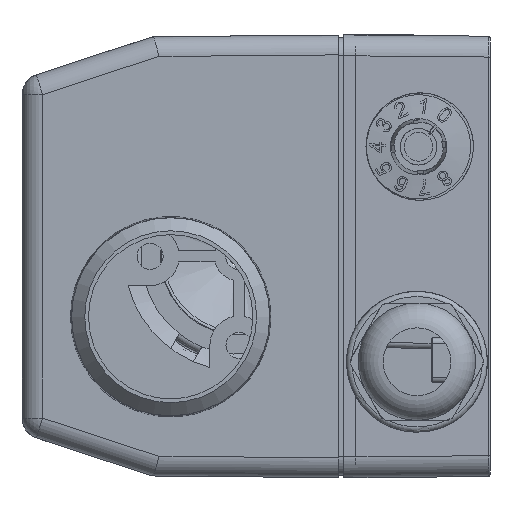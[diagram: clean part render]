
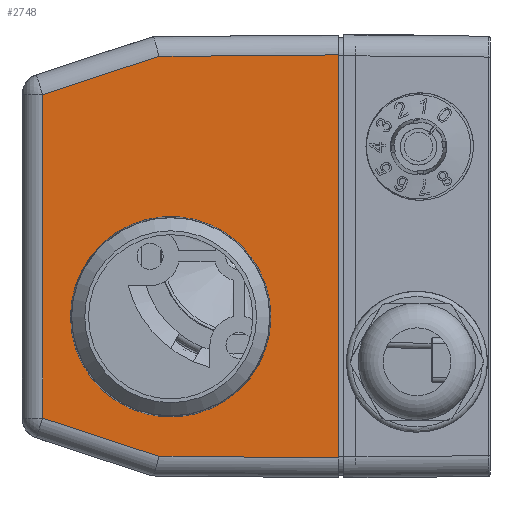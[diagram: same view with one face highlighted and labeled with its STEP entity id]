
A CAD part, left-side view. The second image highlights one B-rep face of the part: STEP entity #2748.
In plain terms, the highlighted planar face has unit normal (-1, 0.009, 0).
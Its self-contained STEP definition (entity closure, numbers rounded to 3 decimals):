
#2748 = ADVANCED_FACE( '', ( #6716, #6717 ), #6718, .T. );
#6716 = FACE_BOUND( '', #12790, .T. );
#6717 = FACE_OUTER_BOUND( '', #12791, .T. );
#6718 = PLANE( '', #12792 );
#12790 = EDGE_LOOP( '', ( #23662 ) );
#12791 = EDGE_LOOP( '', ( #23663, #23664, #23665, #23666, #23667, #23668 ) );
#12792 = AXIS2_PLACEMENT_3D( '', #23669, #23670, #23671 );
#23662 = ORIENTED_EDGE( '', *, *, #37878, .T. );
#23663 = ORIENTED_EDGE( '', *, *, #35964, .T. );
#23664 = ORIENTED_EDGE( '', *, *, #37962, .T. );
#23665 = ORIENTED_EDGE( '', *, *, #37963, .T. );
#23666 = ORIENTED_EDGE( '', *, *, #37234, .T. );
#23667 = ORIENTED_EDGE( '', *, *, #37964, .F. );
#23668 = ORIENTED_EDGE( '', *, *, #37965, .T. );
#23669 = CARTESIAN_POINT( '', ( -40.094, 25.7, -38.445 ) );
#23670 = DIRECTION( '', ( -1., 0.009, 0. ) );
#23671 = DIRECTION( '', ( 0.009, 1., 0. ) );
#35964 = EDGE_CURVE( '', #42229, #42227, #42230, .F. );
#37234 = EDGE_CURVE( '', #44344, #44342, #44345, .F. );
#37878 = EDGE_CURVE( '', #45349, #45349, #45350, .F. );
#37962 = EDGE_CURVE( '', #42227, #45472, #45473, .T. );
#37963 = EDGE_CURVE( '', #45472, #44344, #45474, .F. );
#37964 = EDGE_CURVE( '', #45475, #44342, #45476, .T. );
#37965 = EDGE_CURVE( '', #45475, #42229, #45477, .F. );
#42227 = VERTEX_POINT( '', #51514 );
#42229 = VERTEX_POINT( '', #51516 );
#42230 = LINE( '', #51517, #51518 );
#44342 = VERTEX_POINT( '', #55509 );
#44344 = VERTEX_POINT( '', #55511 );
#44345 = LINE( '', #55512, #55513 );
#45349 = VERTEX_POINT( '', #57472 );
#45350 = ELLIPSE( '', #57473, 19.218, 19.217 );
#45472 = VERTEX_POINT( '', #57824 );
#45473 = LINE( '', #57825, #57826 );
#45474 = LINE( '', #57827, #57828 );
#45475 = VERTEX_POINT( '', #57829 );
#45476 = LINE( '', #57830, #57831 );
#45477 = LINE( '', #57832, #57833 );
#51514 = CARTESIAN_POINT( '', ( -39.57, 85.735, -30.99 ) );
#51516 = CARTESIAN_POINT( '', ( -39.57, 85.735, 30.99 ) );
#51517 = CARTESIAN_POINT( '', ( -39.57, 85.735, -33.886 ) );
#51518 = VECTOR( '', #66561, 1000. );
#55509 = CARTESIAN_POINT( '', ( -40.066, 29., 38.616 ) );
#55511 = CARTESIAN_POINT( '', ( -40.066, 29., -38.616 ) );
#55512 = CARTESIAN_POINT( '', ( -40.066, 29., -38.445 ) );
#55513 = VECTOR( '', #68143, 1000. );
#57472 = CARTESIAN_POINT( '', ( -39.617, 80.418, -11.574 ) );
#57473 = AXIS2_PLACEMENT_3D( '', #68955, #68956, #68957 );
#57824 = CARTESIAN_POINT( '', ( -39.765, 63.452, -38.315 ) );
#57825 = CARTESIAN_POINT( '', ( -40.063, 29.343, -49.528 ) );
#57826 = VECTOR( '', #69041, 1000. );
#57827 = CARTESIAN_POINT( '', ( -40.094, 25.702, -38.644 ) );
#57828 = VECTOR( '', #69042, 1000. );
#57829 = CARTESIAN_POINT( '', ( -39.765, 63.452, 38.315 ) );
#57830 = CARTESIAN_POINT( '', ( -39.91, 46.862, 38.46 ) );
#57831 = VECTOR( '', #69043, 1000. );
#57832 = CARTESIAN_POINT( '', ( -39.864, 52.152, 42.03 ) );
#57833 = VECTOR( '', #69044, 1000. );
#66561 = DIRECTION( '', ( 0., 0., 1. ) );
#68143 = DIRECTION( '', ( 0., 0., -1. ) );
#68955 = CARTESIAN_POINT( '', ( -39.785, 61.201, -11.574 ) );
#68956 = DIRECTION( '', ( -1., 0.009, 0. ) );
#68957 = DIRECTION( '', ( 0.009, 1., 0. ) );
#69041 = DIRECTION( '', ( -0.008, -0.95, -0.312 ) );
#69042 = DIRECTION( '', ( 0.009, 1., 0.009 ) );
#69043 = DIRECTION( '', ( -0.009, -1., 0.009 ) );
#69044 = DIRECTION( '', ( -0.008, -0.95, 0.312 ) );
